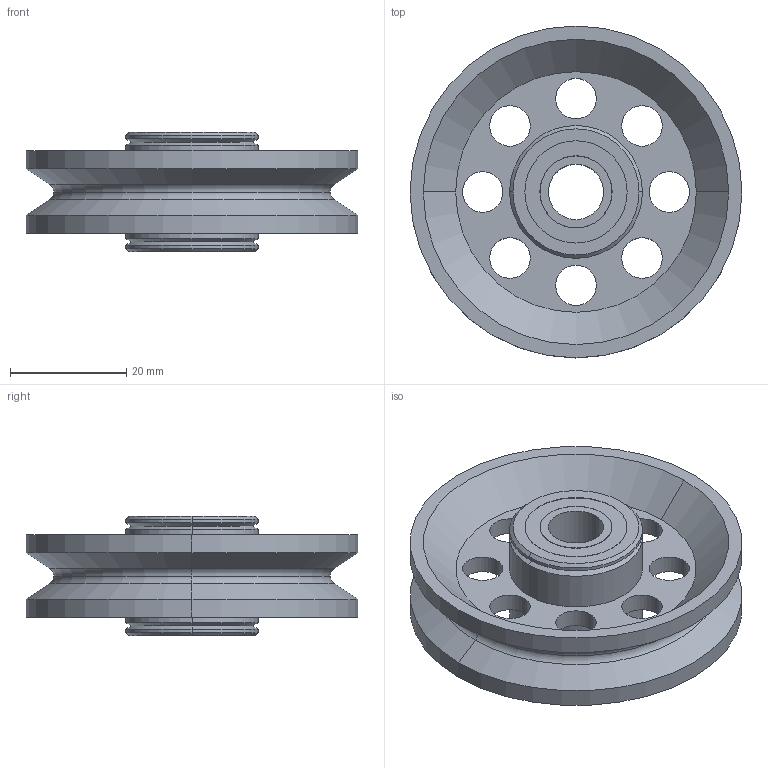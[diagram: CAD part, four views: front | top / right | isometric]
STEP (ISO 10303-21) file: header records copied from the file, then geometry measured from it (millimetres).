
FILE_DESCRIPTION (( 'STEP AP203' ), '1' );
FILE_NAME ('3628T11.step', '2013-03-14T13:22:53', ( 'Admin' ), ( 'Microsoft' ), 'SwSTEP 2.0', 'SolidWorks 2012', '' );
FILE_SCHEMA (( 'CONFIG_CONTROL_DESIGN' ));
Length unit declared in the file: inch
Products named in the file (1): 3628T11
Bounding box: 57.15 x 57.15 x 20.64 mm (x, y, z)
Volume: 17864.8 mm3; surface area: 12396 mm2
Topology: 2 solids, 2 shells, 72 faces, 160 edges, 98 vertices
Faces by surface type: cylinder 38, cone 20, plane 10, torus 4
Entity records: 2135 total; most frequent: DIRECTION 408, CARTESIAN_POINT 331, ORIENTED_EDGE 320, AXIS2_PLACEMENT_3D 175, EDGE_CURVE 160, CIRCLE 102, VERTEX_POINT 98, EDGE_LOOP 98
